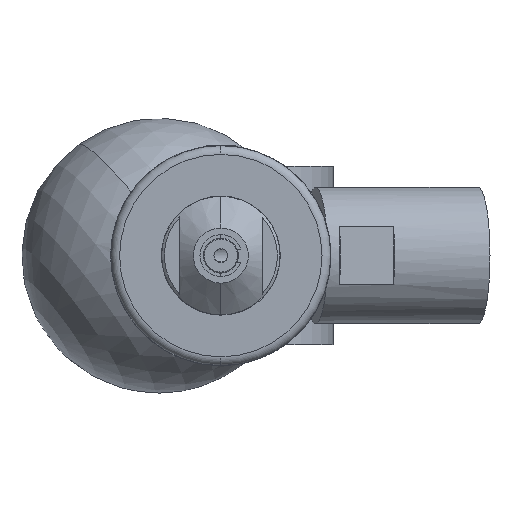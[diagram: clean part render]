
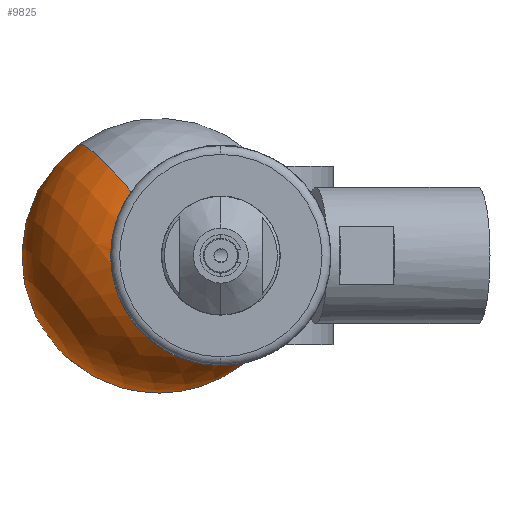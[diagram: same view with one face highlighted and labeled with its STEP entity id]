
A CAD part, left-side view. The second image highlights one B-rep face of the part: STEP entity #9825.
In plain terms, the highlighted spherical face has radius 15.875 mm.
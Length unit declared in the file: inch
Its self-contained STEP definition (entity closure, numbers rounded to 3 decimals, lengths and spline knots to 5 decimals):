
#166 = DIRECTION ( 'NONE',  ( 0.092, -0.578, -0.811 ) ) ;
#403 = VERTEX_POINT ( 'NONE', #4703 ) ;
#474 = CARTESIAN_POINT ( 'NONE',  ( 7.16742, 0.28004, 0. ) ) ;
#478 = VERTEX_POINT ( 'NONE', #12493 ) ;
#1320 = AXIS2_PLACEMENT_3D ( 'NONE', #4530, #12037, #166 ) ;
#1411 = DIRECTION ( 'NONE',  ( 0., 0.59, 0.808 ) ) ;
#1568 = EDGE_LOOP ( 'NONE', ( #6087, #8254, #2301, #6552 ) ) ;
#1644 = DIRECTION ( 'NONE',  ( -0.127, 0.801, -0.585 ) ) ;
#1958 = AXIS2_PLACEMENT_3D ( 'NONE', #8095, #8396, #11396 ) ;
#2140 = CARTESIAN_POINT ( 'NONE',  ( 6.60165, 0.19044, 0. ) ) ;
#2301 = ORIENTED_EDGE ( 'NONE', *, *, #14089, .T. ) ;
#4075 = CIRCLE ( 'NONE', #1958, 0.25 ) ;
#4530 = CARTESIAN_POINT ( 'NONE',  ( 7.16742, 0.28004, 0. ) ) ;
#4655 = AXIS2_PLACEMENT_3D ( 'NONE', #7064, #1644, #1411 ) ;
#4703 = CARTESIAN_POINT ( 'NONE',  ( 6.57877, 0.3349, 0.20274 ) ) ;
#5406 = FACE_OUTER_BOUND ( 'NONE', #1568, .T. ) ;
#5618 = DIRECTION ( 'NONE',  ( 0.988, 0.156, 0. ) ) ;
#5708 = CIRCLE ( 'NONE', #12392, 0.25 ) ;
#6087 = ORIENTED_EDGE ( 'NONE', *, *, #8855, .F. ) ;
#6393 = AXIS2_PLACEMENT_3D ( 'NONE', #474, #8020, #12418 ) ;
#6526 = CARTESIAN_POINT ( 'NONE',  ( 6.56993, 0.39068, -0.14627 ) ) ;
#6552 = ORIENTED_EDGE ( 'NONE', *, *, #8949, .T. ) ;
#6737 = VERTEX_POINT ( 'NONE', #6526 ) ;
#7064 = CARTESIAN_POINT ( 'NONE',  ( 7.16742, 0.28004, 0. ) ) ;
#7117 = VERTEX_POINT ( 'NONE', #13990 ) ;
#8020 = DIRECTION ( 'NONE',  ( 0.127, -0.801, 0.585 ) ) ;
#8095 = CARTESIAN_POINT ( 'NONE',  ( 6.60165, 0.19044, 0. ) ) ;
#8254 = ORIENTED_EDGE ( 'NONE', *, *, #12757, .T. ) ;
#8396 = DIRECTION ( 'NONE',  ( 0.988, 0.156, 0. ) ) ;
#8855 = EDGE_CURVE ( 'NONE', #478, #403, #11694, .T. ) ;
#8949 = EDGE_CURVE ( 'NONE', #6737, #403, #5708, .T. ) ;
#9825 = ADVANCED_FACE ( 'NONE', ( #5406 ), #10122, .T. ) ;
#9912 = DIRECTION ( 'NONE',  ( 0.127, -0.801, 0.585 ) ) ;
#10122 = SPHERICAL_SURFACE ( 'NONE', #1320, 0.625 ) ;
#11396 = DIRECTION ( 'NONE',  ( 0.127, -0.801, 0.585 ) ) ;
#11694 = CIRCLE ( 'NONE', #6393, 0.625 ) ;
#12037 = DIRECTION ( 'NONE',  ( 0.127, -0.801, 0.585 ) ) ;
#12392 = AXIS2_PLACEMENT_3D ( 'NONE', #2140, #5618, #9912 ) ;
#12418 = DIRECTION ( 'NONE',  ( 0., -0.59, -0.808 ) ) ;
#12493 = CARTESIAN_POINT ( 'NONE',  ( 7.78472, 0.37782, 0. ) ) ;
#12719 = CIRCLE ( 'NONE', #4655, 0.625 ) ;
#12757 = EDGE_CURVE ( 'NONE', #478, #7117, #12719, .T. ) ;
#13990 = CARTESIAN_POINT ( 'NONE',  ( 6.62453, 0.04597, -0.20274 ) ) ;
#14089 = EDGE_CURVE ( 'NONE', #7117, #6737, #4075, .T. ) ;
